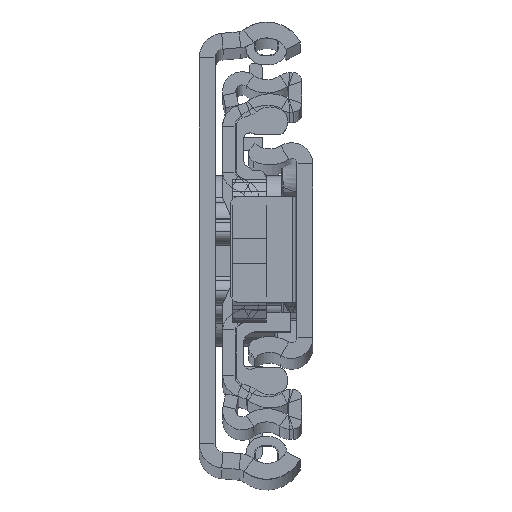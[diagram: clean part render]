
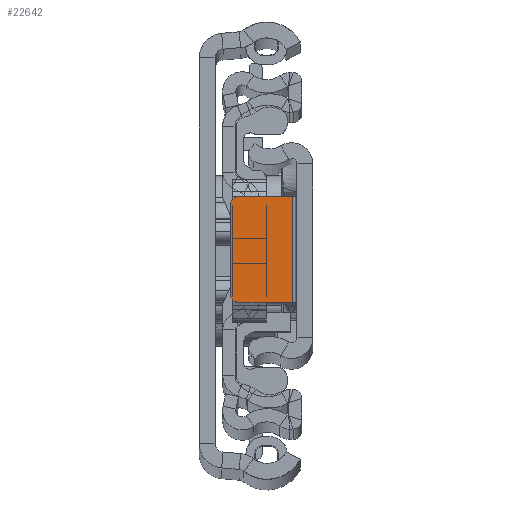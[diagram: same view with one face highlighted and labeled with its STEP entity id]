
A CAD part, top view. The second image highlights one B-rep face of the part: STEP entity #22642.
In plain terms, the highlighted planar face has unit normal (0, 0, 1).
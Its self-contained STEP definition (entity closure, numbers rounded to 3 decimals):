
#291 = ORIENTED_EDGE ( 'NONE', *, *, #5315, .F. ) ;
#674 = VERTEX_POINT ( 'NONE', #16072 ) ;
#1786 = CIRCLE ( 'NONE', #22194, 1. ) ;
#2187 = DIRECTION ( 'NONE',  ( 1., 0., 0. ) ) ;
#2855 = DIRECTION ( 'NONE',  ( 0., -1., 0. ) ) ;
#2953 = ORIENTED_EDGE ( 'NONE', *, *, #6232, .T. ) ;
#3454 = ORIENTED_EDGE ( 'NONE', *, *, #26898, .F. ) ;
#4814 = DIRECTION ( 'NONE',  ( 0., 0., 1. ) ) ;
#5051 = DIRECTION ( 'NONE',  ( 1., 0., 0. ) ) ;
#5315 = EDGE_CURVE ( 'NONE', #10471, #16249, #22847, .T. ) ;
#5424 = EDGE_LOOP ( 'NONE', ( #3454, #12612, #291, #8297, #14188, #2953 ) ) ;
#6232 = EDGE_CURVE ( 'NONE', #18492, #10933, #1786, .T. ) ;
#8297 = ORIENTED_EDGE ( 'NONE', *, *, #29730, .F. ) ;
#9480 = CARTESIAN_POINT ( 'NONE',  ( -2.3, -5.849, -6.8 ) ) ;
#9704 = VECTOR ( 'NONE', #29710, 1000. ) ;
#10471 = VERTEX_POINT ( 'NONE', #9480 ) ;
#10742 = CIRCLE ( 'NONE', #23138, 1. ) ;
#10933 = VERTEX_POINT ( 'NONE', #16290 ) ;
#12025 = CARTESIAN_POINT ( 'NONE',  ( 0., 0., -6.8 ) ) ;
#12340 = FACE_OUTER_BOUND ( 'NONE', #5424, .T. ) ;
#12507 = CARTESIAN_POINT ( 'NONE',  ( -2.3, 6.151, -6.8 ) ) ;
#12612 = ORIENTED_EDGE ( 'NONE', *, *, #13185, .T. ) ;
#13185 = EDGE_CURVE ( 'NONE', #674, #16249, #10742, .T. ) ;
#14032 = CARTESIAN_POINT ( 'NONE',  ( -8.4, 5.151, -6.8 ) ) ;
#14188 = ORIENTED_EDGE ( 'NONE', *, *, #14807, .F. ) ;
#14522 = DIRECTION ( 'NONE',  ( 1., 0., 0. ) ) ;
#14685 = CARTESIAN_POINT ( 'NONE',  ( -1.8, 6.151, -6.8 ) ) ;
#14807 = EDGE_CURVE ( 'NONE', #18492, #15101, #23703, .T. ) ;
#15101 = VERTEX_POINT ( 'NONE', #12507 ) ;
#15656 = AXIS2_PLACEMENT_3D ( 'NONE', #12025, #28362, #21515 ) ;
#15711 = DIRECTION ( 'NONE',  ( 0., 1., 0. ) ) ;
#16072 = CARTESIAN_POINT ( 'NONE',  ( -9.4, -4.849, -6.8 ) ) ;
#16249 = VERTEX_POINT ( 'NONE', #18265 ) ;
#16290 = CARTESIAN_POINT ( 'NONE',  ( -9.4, 5.151, -6.8 ) ) ;
#16494 = VECTOR ( 'NONE', #2855, 1000. ) ;
#18205 = CARTESIAN_POINT ( 'NONE',  ( -9.4, -5.849, -6.8 ) ) ;
#18213 = CARTESIAN_POINT ( 'NONE',  ( -9.4, 6.151, -6.8 ) ) ;
#18265 = CARTESIAN_POINT ( 'NONE',  ( -8.4, -5.849, -6.8 ) ) ;
#18492 = VERTEX_POINT ( 'NONE', #30351 ) ;
#19218 = LINE ( 'NONE', #28399, #16494 ) ;
#19330 = PLANE ( 'NONE',  #15656 ) ;
#20920 = VECTOR ( 'NONE', #15711, 1000. ) ;
#21132 = DIRECTION ( 'NONE',  ( 0., 0., 1. ) ) ;
#21515 = DIRECTION ( 'NONE',  ( 1., 0., 0. ) ) ;
#22194 = AXIS2_PLACEMENT_3D ( 'NONE', #14032, #4814, #2187 ) ;
#22642 = ADVANCED_FACE ( 'NONE', ( #12340 ), #19330, .T. ) ;
#22712 = LINE ( 'NONE', #18213, #20920 ) ;
#22847 = LINE ( 'NONE', #18205, #9704 ) ;
#23138 = AXIS2_PLACEMENT_3D ( 'NONE', #23877, #21132, #5051 ) ;
#23703 = LINE ( 'NONE', #14685, #30493 ) ;
#23877 = CARTESIAN_POINT ( 'NONE',  ( -8.4, -4.849, -6.8 ) ) ;
#26898 = EDGE_CURVE ( 'NONE', #674, #10933, #22712, .T. ) ;
#28362 = DIRECTION ( 'NONE',  ( 0., 0., 1. ) ) ;
#28399 = CARTESIAN_POINT ( 'NONE',  ( -2.3, 6.151, -6.8 ) ) ;
#29710 = DIRECTION ( 'NONE',  ( -1., 0., 0. ) ) ;
#29730 = EDGE_CURVE ( 'NONE', #15101, #10471, #19218, .T. ) ;
#30351 = CARTESIAN_POINT ( 'NONE',  ( -8.4, 6.151, -6.8 ) ) ;
#30493 = VECTOR ( 'NONE', #14522, 1000. ) ;
